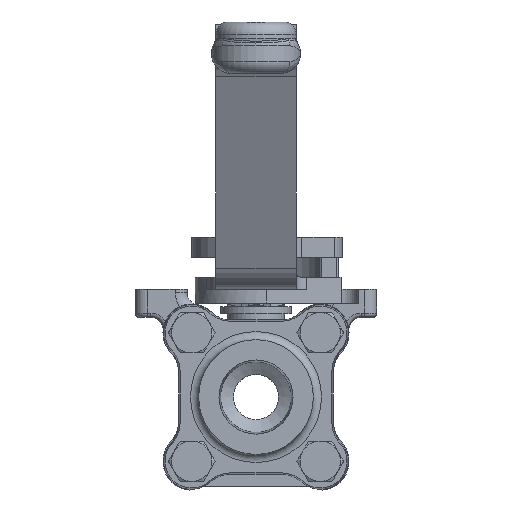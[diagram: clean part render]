
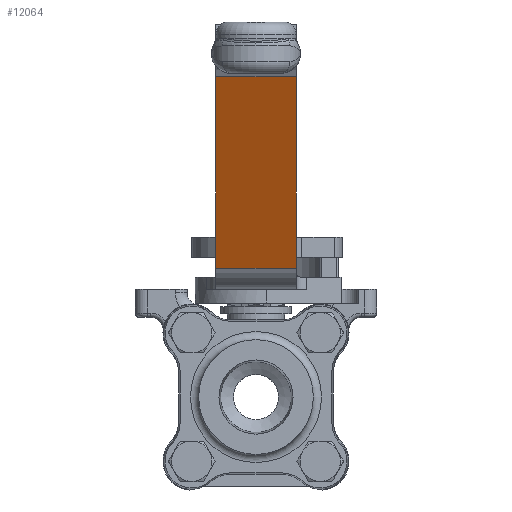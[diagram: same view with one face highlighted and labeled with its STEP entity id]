
A CAD part, front view. The second image highlights one B-rep face of the part: STEP entity #12064.
In plain terms, the highlighted face is planar.
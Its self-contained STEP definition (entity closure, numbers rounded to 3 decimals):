
#10854=CARTESIAN_POINT('',(29.757,-10.0,8.596));
#10855=VERTEX_POINT('',#10854);
#10863=CARTESIAN_POINT('',(51.848,-10.0,55.971));
#10864=VERTEX_POINT('',#10863);
#10865=CARTESIAN_POINT('',(51.848,-10.0,55.971));
#10866=DIRECTION('',(-0.423,0.0,-0.906));
#10867=VECTOR('',#10866,52.273);
#10868=LINE('',#10865,#10867);
#10869=EDGE_CURVE('',#10864,#10855,#10868,.T.);
#12021=CARTESIAN_POINT('',(29.757,10.0,8.596));
#12022=VERTEX_POINT('',#12021);
#12030=CARTESIAN_POINT('',(29.757,10.0,8.596));
#12031=DIRECTION('',(0.0,-1.0,0.0));
#12032=VECTOR('',#12031,20.0);
#12033=LINE('',#12030,#12032);
#12034=EDGE_CURVE('',#12022,#10855,#12033,.T.);
#12041=CARTESIAN_POINT('',(29.757,0.0,8.596));
#12042=DIRECTION('',(0.906,0.0,-0.423));
#12043=DIRECTION('',(-0.423,0.0,-0.906));
#12044=AXIS2_PLACEMENT_3D('',#12041,#12042,#12043);
#12045=PLANE('',#12044);
#12046=CARTESIAN_POINT('',(51.848,10.0,55.971));
#12047=VERTEX_POINT('',#12046);
#12048=CARTESIAN_POINT('',(29.757,10.0,8.596));
#12049=DIRECTION('',(0.423,0.0,0.906));
#12050=VECTOR('',#12049,52.273);
#12051=LINE('',#12048,#12050);
#12052=EDGE_CURVE('',#12022,#12047,#12051,.T.);
#12053=ORIENTED_EDGE('',*,*,#12052,.T.);
#12054=CARTESIAN_POINT('',(51.848,10.0,55.971));
#12055=DIRECTION('',(0.0,-1.0,0.0));
#12056=VECTOR('',#12055,20.0);
#12057=LINE('',#12054,#12056);
#12058=EDGE_CURVE('',#12047,#10864,#12057,.T.);
#12059=ORIENTED_EDGE('',*,*,#12058,.T.);
#12060=ORIENTED_EDGE('',*,*,#10869,.T.);
#12061=ORIENTED_EDGE('',*,*,#12034,.F.);
#12062=EDGE_LOOP('',(#12053,#12059,#12060,#12061));
#12063=FACE_OUTER_BOUND('',#12062,.T.);
#12064=ADVANCED_FACE('',(#12063),#12045,.T.);
